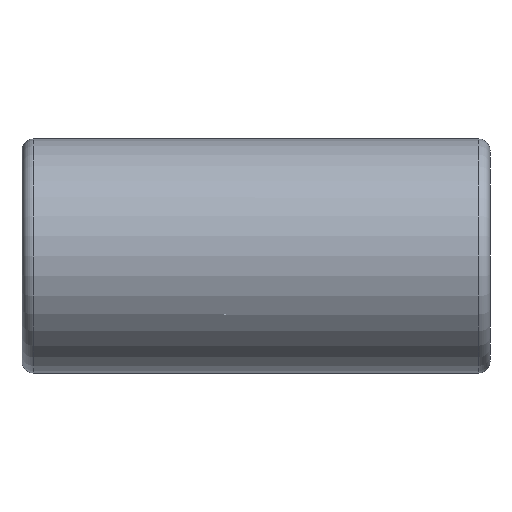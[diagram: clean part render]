
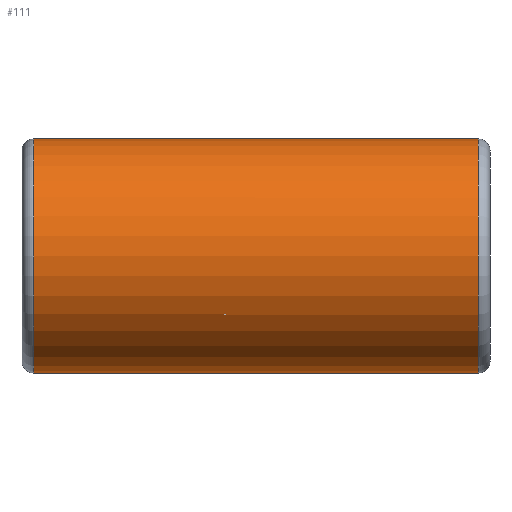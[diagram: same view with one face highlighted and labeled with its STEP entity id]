
A CAD part, left-side view. The second image highlights one B-rep face of the part: STEP entity #111.
In plain terms, the highlighted cylindrical face has radius 5 mm (diameter 10 mm), a partial arc.
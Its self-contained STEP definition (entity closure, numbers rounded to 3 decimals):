
#11 = EDGE_CURVE ( 'NONE', #424, #120, #72, .T. ) ;
#16 = DIRECTION ( 'NONE',  ( 0., 0., 1. ) ) ;
#18 = CYLINDRICAL_SURFACE ( 'NONE', #386, 5. ) ;
#29 = VECTOR ( 'NONE', #131, 1000. ) ;
#37 = VERTEX_POINT ( 'NONE', #190 ) ;
#43 = ORIENTED_EDGE ( 'NONE', *, *, #201, .T. ) ;
#49 = CIRCLE ( 'NONE', #163, 5. ) ;
#70 = DIRECTION ( 'NONE',  ( 0., 1., 0. ) ) ;
#72 = CIRCLE ( 'NONE', #444, 5. ) ;
#104 = ORIENTED_EDGE ( 'NONE', *, *, #212, .F. ) ;
#111 = ADVANCED_FACE ( 'NONE', ( #138 ), #18, .T. ) ;
#119 = CARTESIAN_POINT ( 'NONE',  ( 0., 33.565, 0. ) ) ;
#120 = VERTEX_POINT ( 'NONE', #239 ) ;
#131 = DIRECTION ( 'NONE',  ( 0., 1., 0. ) ) ;
#136 = ORIENTED_EDGE ( 'NONE', *, *, #11, .T. ) ;
#138 = FACE_OUTER_BOUND ( 'NONE', #350, .T. ) ;
#141 = CARTESIAN_POINT ( 'NONE',  ( 0., 9.5, 5. ) ) ;
#163 = AXIS2_PLACEMENT_3D ( 'NONE', #397, #346, #305 ) ;
#171 = CARTESIAN_POINT ( 'NONE',  ( 0., 33.565, -5. ) ) ;
#172 = VERTEX_POINT ( 'NONE', #141 ) ;
#190 = CARTESIAN_POINT ( 'NONE',  ( 0., 9.5, -5. ) ) ;
#201 = EDGE_CURVE ( 'NONE', #120, #172, #357, .T. ) ;
#212 = EDGE_CURVE ( 'NONE', #424, #37, #227, .T. ) ;
#219 = EDGE_CURVE ( 'NONE', #172, #37, #49, .T. ) ;
#227 = LINE ( 'NONE', #171, #29 ) ;
#228 = VECTOR ( 'NONE', #273, 1000. ) ;
#239 = CARTESIAN_POINT ( 'NONE',  ( 0., -9.5, 5. ) ) ;
#273 = DIRECTION ( 'NONE',  ( 0., 1., 0. ) ) ;
#279 = CARTESIAN_POINT ( 'NONE',  ( 0., -9.5, -5. ) ) ;
#305 = DIRECTION ( 'NONE',  ( 0., 0., -1. ) ) ;
#315 = CARTESIAN_POINT ( 'NONE',  ( 0., 33.565, 5. ) ) ;
#319 = ORIENTED_EDGE ( 'NONE', *, *, #219, .T. ) ;
#334 = DIRECTION ( 'NONE',  ( 0., 0., 1. ) ) ;
#346 = DIRECTION ( 'NONE',  ( 0., -1., 0. ) ) ;
#350 = EDGE_LOOP ( 'NONE', ( #104, #136, #43, #319 ) ) ;
#357 = LINE ( 'NONE', #315, #228 ) ;
#380 = DIRECTION ( 'NONE',  ( 0., 1., 0. ) ) ;
#386 = AXIS2_PLACEMENT_3D ( 'NONE', #119, #70, #16 ) ;
#397 = CARTESIAN_POINT ( 'NONE',  ( 0., 9.5, 0. ) ) ;
#424 = VERTEX_POINT ( 'NONE', #279 ) ;
#428 = CARTESIAN_POINT ( 'NONE',  ( 0., -9.5, 0. ) ) ;
#444 = AXIS2_PLACEMENT_3D ( 'NONE', #428, #380, #334 ) ;
